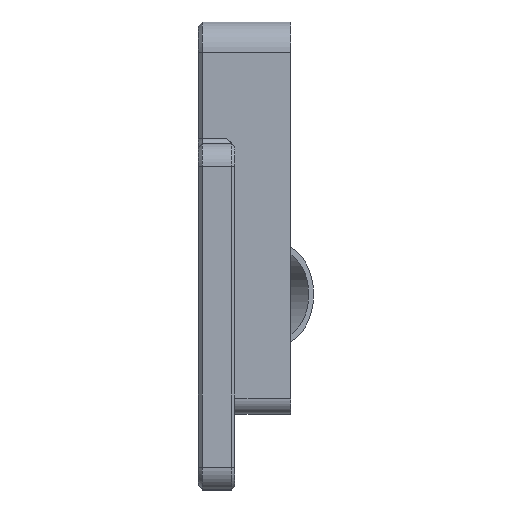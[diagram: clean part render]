
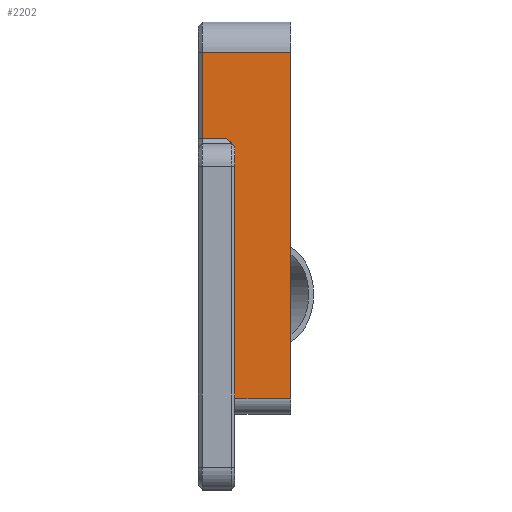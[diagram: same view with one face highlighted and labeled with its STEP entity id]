
A CAD part, left-side view. The second image highlights one B-rep face of the part: STEP entity #2202.
In plain terms, the highlighted planar face has unit normal (-1, 0, 0).
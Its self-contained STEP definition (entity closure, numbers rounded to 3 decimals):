
#156=FACE_OUTER_BOUND('',#287,.T.);
#287=EDGE_LOOP('',(#1660,#1661,#1662,#1663,#1664,#1665,#1666));
#524=LINE('',#4087,#738);
#554=LINE('',#4163,#768);
#555=LINE('',#4166,#769);
#556=LINE('',#4168,#770);
#557=LINE('',#4170,#771);
#558=LINE('',#4172,#772);
#559=LINE('',#4173,#773);
#738=VECTOR('',#2727,10.);
#768=VECTOR('',#2803,10.);
#769=VECTOR('',#2806,7.5);
#770=VECTOR('',#2807,7.5);
#771=VECTOR('',#2808,7.5);
#772=VECTOR('',#2809,10.);
#773=VECTOR('',#2810,7.5);
#971=VERTEX_POINT('',#4081);
#972=VERTEX_POINT('',#4085);
#995=VERTEX_POINT('',#4161);
#996=VERTEX_POINT('',#4165);
#997=VERTEX_POINT('',#4167);
#998=VERTEX_POINT('',#4169);
#999=VERTEX_POINT('',#4171);
#1208=EDGE_CURVE('',#971,#972,#524,.T.);
#1246=EDGE_CURVE('',#995,#971,#554,.T.);
#1247=EDGE_CURVE('',#996,#995,#555,.F.);
#1248=EDGE_CURVE('',#997,#996,#556,.T.);
#1249=EDGE_CURVE('',#998,#997,#557,.T.);
#1250=EDGE_CURVE('',#999,#998,#558,.T.);
#1251=EDGE_CURVE('',#972,#999,#559,.T.);
#1660=ORIENTED_EDGE('',*,*,#1208,.F.);
#1661=ORIENTED_EDGE('',*,*,#1246,.F.);
#1662=ORIENTED_EDGE('',*,*,#1247,.F.);
#1663=ORIENTED_EDGE('',*,*,#1248,.F.);
#1664=ORIENTED_EDGE('',*,*,#1249,.F.);
#1665=ORIENTED_EDGE('',*,*,#1250,.F.);
#1666=ORIENTED_EDGE('',*,*,#1251,.F.);
#2097=PLANE('',#2392);
#2202=ADVANCED_FACE('',(#156),#2097,.T.);
#2392=AXIS2_PLACEMENT_3D('',#4164,#2804,#2805);
#2727=DIRECTION('',(0.,0.,1.));
#2803=DIRECTION('',(0.,1.,0.));
#2804=DIRECTION('center_axis',(-1.,0.,0.));
#2805=DIRECTION('ref_axis',(0.,0.,
-1.));
#2806=DIRECTION('',(0.,-0.707,-0.707));
#2807=DIRECTION('',(0.,0.,1.));
#2808=DIRECTION('',(0.,1.,0.));
#2809=DIRECTION('',(0.,0.,-1.));
#2810=DIRECTION('',(0.,-1.,0.));
#4081=CARTESIAN_POINT('',(-55.8,-163.8,203.5));
#4085=CARTESIAN_POINT('',(-55.8,-163.8,212.));
#4087=CARTESIAN_POINT('',(-55.8,-163.8,195.95));
#4161=CARTESIAN_POINT('',(-55.8,-166.2,203.5));
#4163=CARTESIAN_POINT('',(-55.8,-167.,203.5));
#4164=CARTESIAN_POINT('Origin',(-55.8,-167.,200.));
#4165=CARTESIAN_POINT('',(-55.8,-167.,202.7));
#4166=CARTESIAN_POINT('',(-55.8,-167.6,202.1));
#4167=CARTESIAN_POINT('',(-55.8,-167.,177.8));
#4168=CARTESIAN_POINT('',(-55.8,-167.,192.95));
#4169=CARTESIAN_POINT('',(-55.8,-172.5,177.8));
#4170=CARTESIAN_POINT('',(-55.8,-167.,177.8));
#4171=CARTESIAN_POINT('',(-55.8,-172.5,212.));
#4172=CARTESIAN_POINT('',(-55.8,-172.5,203.75));
#4173=CARTESIAN_POINT('',(-55.8,-165.5,212.));
